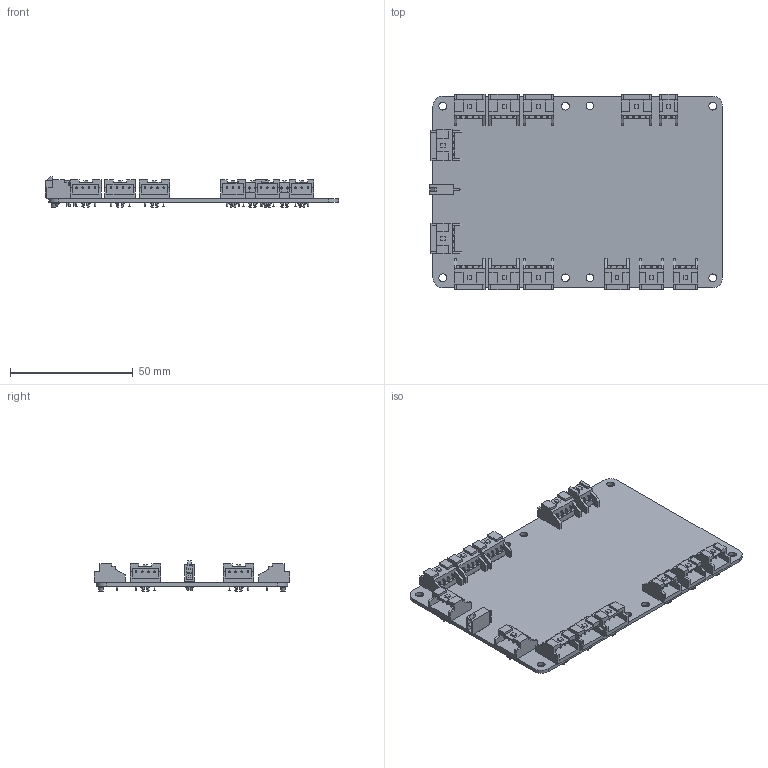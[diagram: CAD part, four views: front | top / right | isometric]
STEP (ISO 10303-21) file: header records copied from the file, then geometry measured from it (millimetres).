
FILE_DESCRIPTION(('KiCad electronic assembly'),'2;1');
FILE_NAME('IC_PDM V2.0.step','2025-12-10T04:12:55',('Pcbnew'),('Kicad'), 'Open CASCADE STEP processor 7.9','KiCad to STEP converter','Unknown' );
FILE_SCHEMA(('AUTOMOTIVE_DESIGN { 1 0 10303 214 1 1 1 1 }'));
Length unit declared in the file: millimetre
Products named in the file (6): IC_PDM V2.0 1; S03B-XASK-1; S04B-XASK-1; kicad_embedded_0452C2790BEA13E092DBF3EDE205C9D4; S02B-XASS-1; IC_PDM V2.0_PCB
Assembly tree (15 placements, depth 2):
  IC_PDM V2.0 1
    S03B-XASK-1  x3
    S04B-XASK-1  x9
    kicad_embedded_0452C2790BEA13E092DBF3EDE205C9D4
    S02B-XASS-1
    IC_PDM V2.0_PCB
Bounding box: 119.39 x 79.6 x 12.26 mm (x, y, z)
Volume: 20073.5 mm3; surface area: 30135.8 mm2
Topology: 15 solids, 15 shells, 1431 faces, 3528 edges, 2268 vertices
Faces by surface type: plane 753, cylinder 554, torus 94, bspline 26, cone 4
Full cylindrical faces by diameter (mm): 0.95 x47, 1.016 x2, 3.048 x1, 3.2 x8
Entity records: 17267 total; most frequent: CARTESIAN_POINT 3252, DIRECTION 2524, ORIENTED_EDGE 2400, EDGE_CURVE 1200, AXIS2_PLACEMENT_3D 866, LINE 792, VECTOR 792, VERTEX_POINT 780
